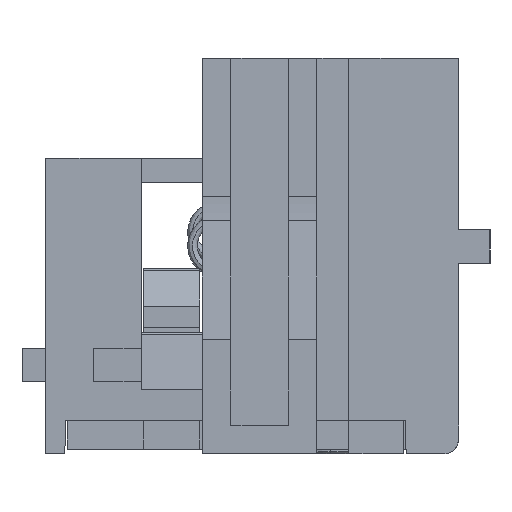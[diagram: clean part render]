
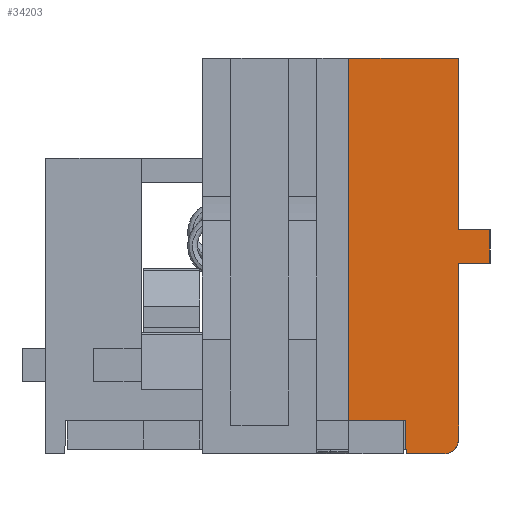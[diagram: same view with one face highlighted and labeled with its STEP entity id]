
A CAD part, left-side view. The second image highlights one B-rep face of the part: STEP entity #34203.
In plain terms, the highlighted planar face has unit normal (-1, 0, 0).
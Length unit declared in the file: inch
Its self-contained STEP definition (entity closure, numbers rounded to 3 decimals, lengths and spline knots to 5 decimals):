
#39 = ORIENTED_EDGE ( 'NONE', *, *, #8730, .F. ) ;
#526 = CARTESIAN_POINT ( 'NONE',  ( -0.5, 0., 0.83 ) ) ;
#919 = EDGE_CURVE ( 'NONE', #5844, #6585, #29612, .T. ) ;
#1055 = CARTESIAN_POINT ( 'NONE',  ( -0.5, 0.23, 0.83 ) ) ;
#1433 = VECTOR ( 'NONE', #13761, 39.37008 ) ;
#1444 = VERTEX_POINT ( 'NONE', #10975 ) ;
#1520 = CARTESIAN_POINT ( 'NONE',  ( -0.5, 0.23, 0.83 ) ) ;
#1948 = EDGE_LOOP ( 'NONE', ( #5769, #30258, #39, #25725, #19969, #32165, #5879, #23746, #12913, #15686, #12941 ) ) ;
#2665 = VERTEX_POINT ( 'NONE', #30621 ) ;
#2679 = EDGE_CURVE ( 'NONE', #31201, #31369, #14448, .T. ) ;
#4067 = EDGE_CURVE ( 'NONE', #32462, #1444, #25664, .T. ) ;
#4100 = DIRECTION ( 'NONE',  ( 0., 0., -1. ) ) ;
#4247 = CARTESIAN_POINT ( 'NONE',  ( -0.5, -0.066, 0.47 ) ) ;
#5601 = LINE ( 'NONE', #29564, #24639 ) ;
#5769 = ORIENTED_EDGE ( 'NONE', *, *, #9202, .T. ) ;
#5844 = VERTEX_POINT ( 'NONE', #19931 ) ;
#5870 = CARTESIAN_POINT ( 'NONE',  ( -0.5, 0., 0.83 ) ) ;
#5879 = ORIENTED_EDGE ( 'NONE', *, *, #28810, .F. ) ;
#6284 = EDGE_CURVE ( 'NONE', #31201, #11803, #27678, .T. ) ;
#6365 = EDGE_CURVE ( 'NONE', #31631, #31155, #32396, .T. ) ;
#6585 = VERTEX_POINT ( 'NONE', #26890 ) ;
#6637 = LINE ( 'NONE', #19850, #31803 ) ;
#6898 = DIRECTION ( 'NONE',  ( 1., 0., 0. ) ) ;
#8120 = CARTESIAN_POINT ( 'NONE',  ( -0.5, 0., 0.83 ) ) ;
#8173 = VECTOR ( 'NONE', #30195, 39.37008 ) ;
#8311 = EDGE_CURVE ( 'NONE', #32462, #2665, #27766, .T. ) ;
#8730 = EDGE_CURVE ( 'NONE', #13275, #6585, #16655, .T. ) ;
#9202 = EDGE_CURVE ( 'NONE', #2665, #5844, #11755, .T. ) ;
#9343 = PLANE ( 'NONE',  #23214 ) ;
#10350 = EDGE_CURVE ( 'NONE', #31631, #1444, #6637, .T. ) ;
#10424 = VECTOR ( 'NONE', #24586, 39.37008 ) ;
#10877 = DIRECTION ( 'NONE',  ( 0., 0., -1. ) ) ;
#10975 = CARTESIAN_POINT ( 'NONE',  ( -0.5, 0.23, 0.07 ) ) ;
#11055 = CARTESIAN_POINT ( 'NONE',  ( -0.5, -0.066, 0.47 ) ) ;
#11630 = VECTOR ( 'NONE', #13751, 39.37008 ) ;
#11755 = LINE ( 'NONE', #22337, #10424 ) ;
#11803 = VERTEX_POINT ( 'NONE', #24023 ) ;
#11855 = CARTESIAN_POINT ( 'NONE',  ( -0.5, -0.066, 0.47 ) ) ;
#12263 = DIRECTION ( 'NONE',  ( 0., 1., 0. ) ) ;
#12913 = ORIENTED_EDGE ( 'NONE', *, *, #10350, .T. ) ;
#12941 = ORIENTED_EDGE ( 'NONE', *, *, #8311, .T. ) ;
#13275 = VERTEX_POINT ( 'NONE', #14512 ) ;
#13751 = DIRECTION ( 'NONE',  ( 0., -0.009, -1. ) ) ;
#13761 = DIRECTION ( 'NONE',  ( 0., 0., -1. ) ) ;
#13798 = DIRECTION ( 'NONE',  ( 0., -1., 0. ) ) ;
#13941 = CARTESIAN_POINT ( 'NONE',  ( -0.5, 0.23, 0.07 ) ) ;
#13969 = CARTESIAN_POINT ( 'NONE',  ( -0.5, 0.23, 0.83 ) ) ;
#14383 = DIRECTION ( 'NONE',  ( 0., 0., -1. ) ) ;
#14448 = LINE ( 'NONE', #11855, #19857 ) ;
#14512 = CARTESIAN_POINT ( 'NONE',  ( -0.5, 0., 0.4 ) ) ;
#15686 = ORIENTED_EDGE ( 'NONE', *, *, #4067, .F. ) ;
#16655 = LINE ( 'NONE', #5870, #8173 ) ;
#19299 = CARTESIAN_POINT ( 'NONE',  ( -0.5, 0.11725, 0.83098 ) ) ;
#19850 = CARTESIAN_POINT ( 'NONE',  ( -0.5, 0.23, 0.83 ) ) ;
#19857 = VECTOR ( 'NONE', #30433, 39.37008 ) ;
#19931 = CARTESIAN_POINT ( 'NONE',  ( -0.5, 0.03125, 0. ) ) ;
#19969 = ORIENTED_EDGE ( 'NONE', *, *, #2679, .F. ) ;
#20414 = CARTESIAN_POINT ( 'NONE',  ( -0.5, 0.03125, 0.03125 ) ) ;
#20933 = CARTESIAN_POINT ( 'NONE',  ( -0.5, 0.11061, 0.07 ) ) ;
#22337 = CARTESIAN_POINT ( 'NONE',  ( -0.5, 0.23, 0. ) ) ;
#23214 = AXIS2_PLACEMENT_3D ( 'NONE', #1520, #6898, #14383 ) ;
#23230 = VECTOR ( 'NONE', #13798, 39.37008 ) ;
#23746 = ORIENTED_EDGE ( 'NONE', *, *, #6365, .F. ) ;
#24023 = CARTESIAN_POINT ( 'NONE',  ( -0.5, 0., 0.47 ) ) ;
#24505 = DIRECTION ( 'NONE',  ( 0., 1., 0. ) ) ;
#24586 = DIRECTION ( 'NONE',  ( 0., -1., 0. ) ) ;
#24639 = VECTOR ( 'NONE', #26800, 39.37008 ) ;
#25664 = LINE ( 'NONE', #13941, #28925 ) ;
#25725 = ORIENTED_EDGE ( 'NONE', *, *, #26844, .F. ) ;
#26800 = DIRECTION ( 'NONE',  ( 0., 1., 0. ) ) ;
#26844 = EDGE_CURVE ( 'NONE', #31369, #13275, #5601, .T. ) ;
#26890 = CARTESIAN_POINT ( 'NONE',  ( -0.5, 0., 0.03125 ) ) ;
#27101 = LINE ( 'NONE', #526, #1433 ) ;
#27632 = VECTOR ( 'NONE', #12263, 39.37008 ) ;
#27678 = LINE ( 'NONE', #4247, #27632 ) ;
#27700 = DIRECTION ( 'NONE',  ( -1., 0., 0. ) ) ;
#27732 = FACE_OUTER_BOUND ( 'NONE', #1948, .T. ) ;
#27766 = LINE ( 'NONE', #19299, #11630 ) ;
#28810 = EDGE_CURVE ( 'NONE', #31155, #11803, #27101, .T. ) ;
#28925 = VECTOR ( 'NONE', #24505, 39.37008 ) ;
#29564 = CARTESIAN_POINT ( 'NONE',  ( -0.5, -0.066, 0.4 ) ) ;
#29612 = CIRCLE ( 'NONE', #34102, 0.03125 ) ;
#30195 = DIRECTION ( 'NONE',  ( 0., 0., -1. ) ) ;
#30258 = ORIENTED_EDGE ( 'NONE', *, *, #919, .T. ) ;
#30433 = DIRECTION ( 'NONE',  ( 0., 0., -1. ) ) ;
#30621 = CARTESIAN_POINT ( 'NONE',  ( -0.5, 0.11, 0. ) ) ;
#31155 = VERTEX_POINT ( 'NONE', #8120 ) ;
#31201 = VERTEX_POINT ( 'NONE', #11055 ) ;
#31369 = VERTEX_POINT ( 'NONE', #33109 ) ;
#31631 = VERTEX_POINT ( 'NONE', #1055 ) ;
#31803 = VECTOR ( 'NONE', #10877, 39.37008 ) ;
#32165 = ORIENTED_EDGE ( 'NONE', *, *, #6284, .T. ) ;
#32396 = LINE ( 'NONE', #13969, #23230 ) ;
#32462 = VERTEX_POINT ( 'NONE', #20933 ) ;
#33109 = CARTESIAN_POINT ( 'NONE',  ( -0.5, -0.066, 0.4 ) ) ;
#34102 = AXIS2_PLACEMENT_3D ( 'NONE', #20414, #27700, #4100 ) ;
#34203 = ADVANCED_FACE ( 'NONE', ( #27732 ), #9343, .F. ) ;
